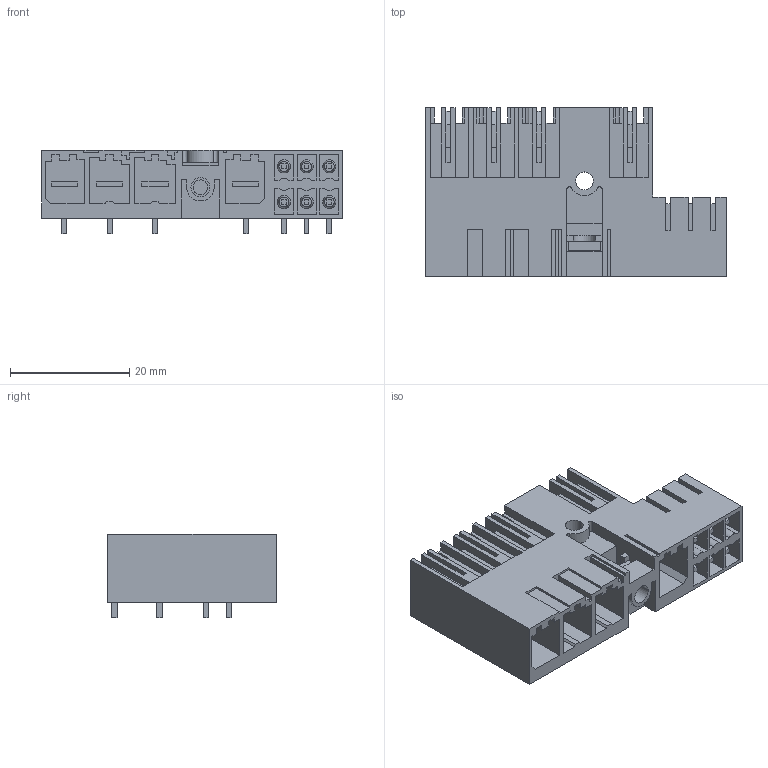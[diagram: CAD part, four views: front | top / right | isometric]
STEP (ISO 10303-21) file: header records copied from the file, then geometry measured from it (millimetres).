
FILE_DESCRIPTION(('CATIA V5 STEP','CAx-IF Rec.Pracs.--- Model Styling and Organization---1.4--- 2014-01-23'),'2;1');
FILE_NAME ('260293-1_1', '2023-09-25T08:22:13+00:00', ('none'), ('Weidmueller'), 'CATIA Version 5-6 Release 2016 SP3 HF44', 'CATIA V5 STEP AP214', 'none');
FILE_SCHEMA(('AUTOMOTIVE_DESIGN { 1 0 10303 214 1 1 1 1 }'));
Length unit declared in the file: millimetre
Products named in the file (1): 2529990000
Bounding box: 50.5 x 28.3 x 14 mm (x, y, z)
Volume: 7581.8 mm3; surface area: 11324 mm2
Topology: 12 solids, 12 shells, 763 faces, 2278 edges, 1551 vertices
Faces by surface type: plane 716, cylinder 35, cone 12
Entity records: 23850 total; most frequent: ORIENTED_EDGE 4556, CARTESIAN_POINT 4393, DIRECTION 3177, EDGE_CURVE 2278, VECTOR 2175, LINE 2175, VERTEX_POINT 1551, EDGE_LOOP 801
